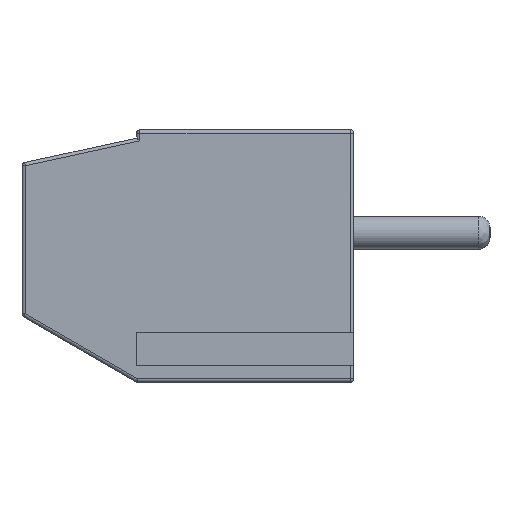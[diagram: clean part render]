
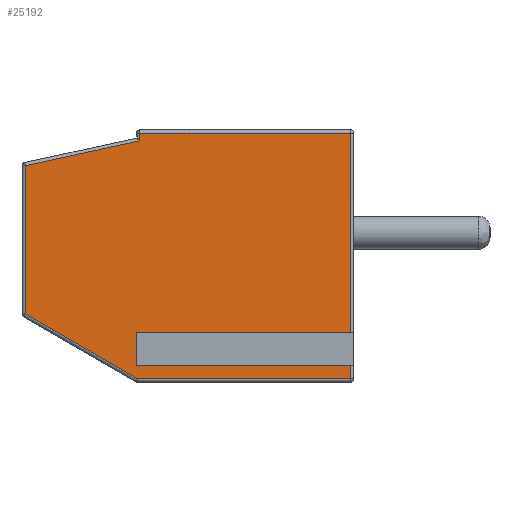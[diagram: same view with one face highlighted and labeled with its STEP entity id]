
A CAD part, left-side view. The second image highlights one B-rep face of the part: STEP entity #25192.
In plain terms, the highlighted planar face has unit normal (-1, 0, 0).
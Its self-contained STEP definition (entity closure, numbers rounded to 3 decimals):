
#63=DIRECTION('',(0.,0.,-1.));
#64=VECTOR('',#63,0.231);
#65=CARTESIAN_POINT('',(-30.,1.45,3.));
#66=LINE('',#65,#64);
#71=DIRECTION('',(0.,1.,0.));
#72=VECTOR('',#71,6.35);
#73=CARTESIAN_POINT('',(-30.,-4.9,3.));
#74=LINE('',#73,#72);
#78=DIRECTION('',(0.,0.,1.));
#79=VECTOR('',#78,6.186);
#80=CARTESIAN_POINT('',(-30.,-4.9,-3.186));
#81=LINE('',#80,#79);
#85=DIRECTION('',(0.,1.,0.));
#86=VECTOR('',#85,6.45);
#87=CARTESIAN_POINT('',(-30.,-4.9,-3.186));
#88=LINE('',#87,#86);
#92=DIRECTION('',(0.,0.,-1.));
#93=VECTOR('',#92,0.628);
#94=CARTESIAN_POINT('',(-30.,1.55,-3.186));
#95=LINE('',#94,#93);
#99=DIRECTION('',(0.,1.,0.));
#100=VECTOR('',#99,6.45);
#101=CARTESIAN_POINT('',(-30.,-4.9,-3.814));
#102=LINE('',#101,#100);
#106=DIRECTION('',(0.,0.,1.));
#107=VECTOR('',#106,0.586);
#108=CARTESIAN_POINT('',(-30.,-4.9,-4.4));
#109=LINE('',#108,#107);
#113=DIRECTION('',(0.,-1.,0.));
#114=VECTOR('',#113,6.423);
#115=CARTESIAN_POINT('',(-30.,1.523,-4.4));
#116=LINE('',#115,#114);
#120=DIRECTION('',(0.,-0.865,-0.502));
#121=VECTOR('',#120,3.903);
#122=CARTESIAN_POINT('',(-30.,4.9,-2.442));
#123=LINE('',#122,#121);
#127=DIRECTION('',(0.,0.,-1.));
#128=VECTOR('',#127,4.462);
#129=CARTESIAN_POINT('',(-30.,4.9,2.019));
#130=LINE('',#129,#128);
#134=DIRECTION('',(0.,0.977,-0.212));
#135=VECTOR('',#134,3.531);
#136=CARTESIAN_POINT('',(-30.,1.45,2.769));
#137=LINE('',#136,#135);
#10268=CARTESIAN_POINT('',(-30.,-4.9,-3.186));
#22455=CARTESIAN_POINT('',(-30.,1.45,3.));
#22456=CARTESIAN_POINT('',(-30.,1.45,2.769));
#22457=VERTEX_POINT('',#22455);
#22458=VERTEX_POINT('',#22456);
#22459=CARTESIAN_POINT('',(-30.,4.9,2.019));
#22460=VERTEX_POINT('',#22459);
#22465=CARTESIAN_POINT('',(-30.,4.9,-2.442));
#22466=VERTEX_POINT('',#22465);
#22471=CARTESIAN_POINT('',(-30.,1.523,-4.4));
#22472=VERTEX_POINT('',#22471);
#22477=CARTESIAN_POINT('',(-30.,-4.9,-4.4));
#22478=VERTEX_POINT('',#22477);
#22483=CARTESIAN_POINT('',(-30.,-4.9,-3.814));
#22484=VERTEX_POINT('',#22483);
#22487=CARTESIAN_POINT('',(-30.,-4.9,3.));
#22488=VERTEX_POINT('',#22487);
#22536=VERTEX_POINT('',#10268);
#22577=CARTESIAN_POINT('',(-30.,1.55,-3.186));
#22578=CARTESIAN_POINT('',(-30.,1.55,-3.814));
#22579=VERTEX_POINT('',#22577);
#22580=VERTEX_POINT('',#22578);
#25163=CARTESIAN_POINT('',(-30.,0.,0.));
#25164=DIRECTION('',(1.,0.,0.));
#25165=DIRECTION('',(0.,-1.,0.));
#25166=AXIS2_PLACEMENT_3D('',#25163,#25164,#25165);
#25167=PLANE('',#25166);
#25169=ORIENTED_EDGE('',*,*,#25168,.F.);
#25171=ORIENTED_EDGE('',*,*,#25170,.F.);
#25173=ORIENTED_EDGE('',*,*,#25172,.F.);
#25175=ORIENTED_EDGE('',*,*,#25174,.T.);
#25177=ORIENTED_EDGE('',*,*,#25176,.T.);
#25179=ORIENTED_EDGE('',*,*,#25178,.F.);
#25181=ORIENTED_EDGE('',*,*,#25180,.F.);
#25183=ORIENTED_EDGE('',*,*,#25182,.F.);
#25185=ORIENTED_EDGE('',*,*,#25184,.F.);
#25187=ORIENTED_EDGE('',*,*,#25186,.F.);
#25189=ORIENTED_EDGE('',*,*,#25188,.F.);
#25190=EDGE_LOOP('',(#25169,#25171,#25173,#25175,#25177,#25179,#25181,#25183,
#25185,#25187,#25189));
#25191=FACE_OUTER_BOUND('',#25190,.F.);
#25192=ADVANCED_FACE('',(#25191),#25167,.F.);
#25168=EDGE_CURVE('',#22457,#22458,#66,.T.);
#25170=EDGE_CURVE('',#22488,#22457,#74,.T.);
#25172=EDGE_CURVE('',#22536,#22488,#81,.T.);
#25174=EDGE_CURVE('',#22536,#22579,#88,.T.);
#25176=EDGE_CURVE('',#22579,#22580,#95,.T.);
#25178=EDGE_CURVE('',#22484,#22580,#102,.T.);
#25180=EDGE_CURVE('',#22478,#22484,#109,.T.);
#25182=EDGE_CURVE('',#22472,#22478,#116,.T.);
#25184=EDGE_CURVE('',#22466,#22472,#123,.T.);
#25186=EDGE_CURVE('',#22460,#22466,#130,.T.);
#25188=EDGE_CURVE('',#22458,#22460,#137,.T.);
